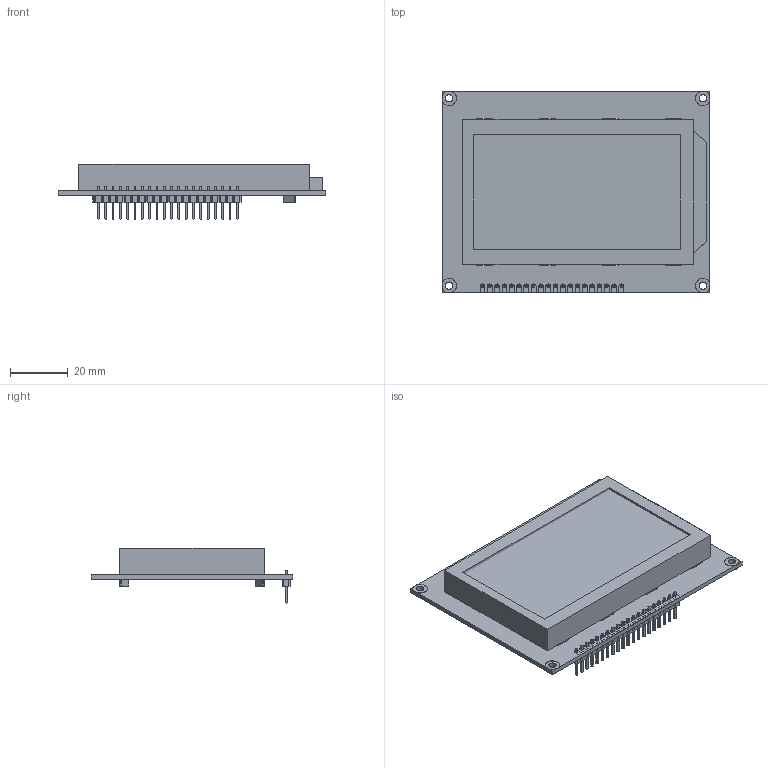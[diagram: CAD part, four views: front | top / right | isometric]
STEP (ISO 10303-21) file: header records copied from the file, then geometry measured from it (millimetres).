
FILE_DESCRIPTION(/* description */ (''),/* implementation_level */ '2;1');
FILE_NAME(/* name */ 'KS0108 128x64 LCD.step',/* time_stamp */ '2019-04-22T15:05:11+01:00',/* author */ ('adamshortuk'),/* organization */ (''),/* preprocessor_version */ 'ST-DEVELOPER v18',/* originating_system */ 'Autodesk Translation Framework v8.2.0.1029',/* authorisation */ '');
FILE_SCHEMA (('AUTOMOTIVE_DESIGN { 1 0 10303 214 3 1 1 }'));
Products named in the file (2): KS0108 128x64 LCD v1 v1; KS0108 128x64 LCD
Assembly tree (1 placements, depth 2):
  KS0108 128x64 LCD v1 v1
    KS0108 128x64 LCD
Bounding box: 93.04 x 70.08 x 19.13 mm (x, y, z)
Surface area: 37637.1 mm2 (no closed solid volume)
Topology: 0 solids, 1298 shells, 1298 faces, 5960 edges, 5960 vertices
Faces by surface type: plane 842, cylinder 456
Entity records: 65421 total; most frequent: CARTESIAN_POINT 15141, DIRECTION 9794, VERTEX_POINT 5960, EDGE_CURVE 5960, ORIENTED_EDGE 5960, LINE 4488, VECTOR 4488, AXIS2_PLACEMENT_3D 2653
